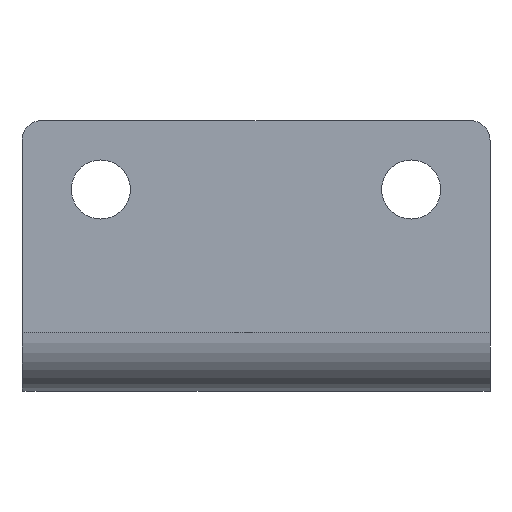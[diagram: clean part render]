
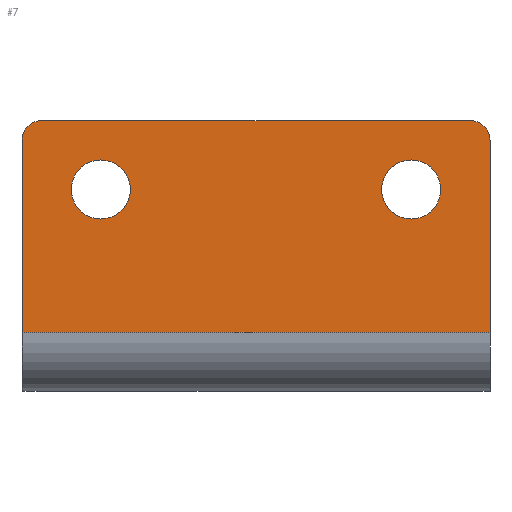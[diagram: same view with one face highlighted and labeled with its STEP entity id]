
A CAD part, front view. The second image highlights one B-rep face of the part: STEP entity #7.
In plain terms, the highlighted planar face has unit normal (0, -1, 0).
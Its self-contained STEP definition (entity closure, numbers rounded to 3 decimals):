
#3 = DIRECTION ( 'NONE',  ( 0., 0., -1. ) ) ;
#5 = DIRECTION ( 'NONE',  ( 0., 1., 0. ) ) ;
#7 = ADVANCED_FACE ( 'NONE', ( #300, #296, #255 ), #465, .T. ) ;
#10 = CARTESIAN_POINT ( 'NONE',  ( -31.5, -6., 35. ) ) ;
#28 = EDGE_LOOP ( 'NONE', ( #302, #304 ) ) ;
#33 = VERTEX_POINT ( 'NONE', #219 ) ;
#58 = CIRCLE ( 'NONE', #624, 6. ) ;
#84 = AXIS2_PLACEMENT_3D ( 'NONE', #493, #702, #699 ) ;
#89 = AXIS2_PLACEMENT_3D ( 'NONE', #790, #781, #751 ) ;
#107 = EDGE_CURVE ( 'NONE', #713, #330, #117, .T. ) ;
#114 = CARTESIAN_POINT ( 'NONE',  ( -47.5, -6., 6. ) ) ;
#117 = CIRCLE ( 'NONE', #495, 4. ) ;
#129 = AXIS2_PLACEMENT_3D ( 'NONE', #729, #726, #716 ) ;
#155 = EDGE_CURVE ( 'NONE', #33, #783, #58, .T. ) ;
#167 = CIRCLE ( 'NONE', #756, 6. ) ;
#169 = CARTESIAN_POINT ( 'NONE',  ( -43.5, -6., 49. ) ) ;
#192 = CARTESIAN_POINT ( 'NONE',  ( 47.5, -6., 45. ) ) ;
#197 = CARTESIAN_POINT ( 'NONE',  ( -47.5, -6., -6. ) ) ;
#198 = VECTOR ( 'NONE', #229, 1000. ) ;
#200 = CARTESIAN_POINT ( 'NONE',  ( 47.5, -6., 6. ) ) ;
#216 = VECTOR ( 'NONE', #323, 1000. ) ;
#219 = CARTESIAN_POINT ( 'NONE',  ( 31.5, -6., 41. ) ) ;
#220 = CARTESIAN_POINT ( 'NONE',  ( 31.5, -6., 29. ) ) ;
#225 = LINE ( 'NONE', #197, #198 ) ;
#229 = DIRECTION ( 'NONE',  ( 0., 0., -1. ) ) ;
#236 = LINE ( 'NONE', #310, #216 ) ;
#255 = FACE_OUTER_BOUND ( 'NONE', #442, .T. ) ;
#279 = ORIENTED_EDGE ( 'NONE', *, *, #517, .T. ) ;
#281 = ORIENTED_EDGE ( 'NONE', *, *, #107, .T. ) ;
#296 = FACE_BOUND ( 'NONE', #785, .T. ) ;
#297 = CARTESIAN_POINT ( 'NONE',  ( -47.5, -6., 45. ) ) ;
#300 = FACE_BOUND ( 'NONE', #28, .T. ) ;
#302 = ORIENTED_EDGE ( 'NONE', *, *, #155, .T. ) ;
#304 = ORIENTED_EDGE ( 'NONE', *, *, #597, .T. ) ;
#305 = CARTESIAN_POINT ( 'NONE',  ( -31.5, -6., 29. ) ) ;
#308 = CARTESIAN_POINT ( 'NONE',  ( -47.5, -6., 6. ) ) ;
#310 = CARTESIAN_POINT ( 'NONE',  ( 47.5, -6., -6. ) ) ;
#323 = DIRECTION ( 'NONE',  ( 0., 0., -1. ) ) ;
#327 = VERTEX_POINT ( 'NONE', #200 ) ;
#330 = VERTEX_POINT ( 'NONE', #297 ) ;
#332 = CIRCLE ( 'NONE', #397, 6. ) ;
#362 = DIRECTION ( 'NONE',  ( 0., 0., -1. ) ) ;
#370 = ORIENTED_EDGE ( 'NONE', *, *, #649, .T. ) ;
#380 = ORIENTED_EDGE ( 'NONE', *, *, #745, .T. ) ;
#382 = ORIENTED_EDGE ( 'NONE', *, *, #679, .F. ) ;
#391 = DIRECTION ( 'NONE',  ( 1., 0., 0. ) ) ;
#397 = AXIS2_PLACEMENT_3D ( 'NONE', #475, #471, #469 ) ;
#404 = CIRCLE ( 'NONE', #129, 6. ) ;
#440 = CARTESIAN_POINT ( 'NONE',  ( -43.5, -6., 45. ) ) ;
#442 = EDGE_LOOP ( 'NONE', ( #382, #443, #486, #281, #621, #279 ) ) ;
#443 = ORIENTED_EDGE ( 'NONE', *, *, #586, .T. ) ;
#453 = DIRECTION ( 'NONE',  ( 0., -1., 0. ) ) ;
#456 = CIRCLE ( 'NONE', #89, 4. ) ;
#465 = PLANE ( 'NONE',  #84 ) ;
#469 = DIRECTION ( 'NONE',  ( 0., 0., -1. ) ) ;
#471 = DIRECTION ( 'NONE',  ( 0., 1., 0. ) ) ;
#472 = VECTOR ( 'NONE', #391, 1000. ) ;
#474 = LINE ( 'NONE', #308, #472 ) ;
#475 = CARTESIAN_POINT ( 'NONE',  ( -31.5, -6., 35. ) ) ;
#481 = EDGE_CURVE ( 'NONE', #713, #846, #533, .T. ) ;
#486 = ORIENTED_EDGE ( 'NONE', *, *, #481, .F. ) ;
#490 = VERTEX_POINT ( 'NONE', #737 ) ;
#493 = CARTESIAN_POINT ( 'NONE',  ( -47.5, -6., -6. ) ) ;
#495 = AXIS2_PLACEMENT_3D ( 'NONE', #440, #453, #362 ) ;
#517 = EDGE_CURVE ( 'NONE', #764, #327, #474, .T. ) ;
#533 = LINE ( 'NONE', #741, #565 ) ;
#565 = VECTOR ( 'NONE', #733, 1000. ) ;
#586 = EDGE_CURVE ( 'NONE', #706, #846, #456, .T. ) ;
#597 = EDGE_CURVE ( 'NONE', #783, #33, #404, .T. ) ;
#621 = ORIENTED_EDGE ( 'NONE', *, *, #701, .T. ) ;
#624 = AXIS2_PLACEMENT_3D ( 'NONE', #719, #632, #678 ) ;
#632 = DIRECTION ( 'NONE',  ( 0., 1., 0. ) ) ;
#649 = EDGE_CURVE ( 'NONE', #490, #694, #332, .T. ) ;
#678 = DIRECTION ( 'NONE',  ( 0., 0., -1. ) ) ;
#679 = EDGE_CURVE ( 'NONE', #706, #327, #236, .T. ) ;
#694 = VERTEX_POINT ( 'NONE', #305 ) ;
#699 = DIRECTION ( 'NONE',  ( 0., 0., -1. ) ) ;
#701 = EDGE_CURVE ( 'NONE', #330, #764, #225, .T. ) ;
#702 = DIRECTION ( 'NONE',  ( 0., -1., 0. ) ) ;
#706 = VERTEX_POINT ( 'NONE', #192 ) ;
#713 = VERTEX_POINT ( 'NONE', #169 ) ;
#716 = DIRECTION ( 'NONE',  ( 0., 0., -1. ) ) ;
#719 = CARTESIAN_POINT ( 'NONE',  ( 31.5, -6., 35. ) ) ;
#726 = DIRECTION ( 'NONE',  ( 0., 1., 0. ) ) ;
#729 = CARTESIAN_POINT ( 'NONE',  ( 31.5, -6., 35. ) ) ;
#733 = DIRECTION ( 'NONE',  ( 1., 0., 0. ) ) ;
#737 = CARTESIAN_POINT ( 'NONE',  ( -31.5, -6., 41. ) ) ;
#741 = CARTESIAN_POINT ( 'NONE',  ( -47.5, -6., 49. ) ) ;
#745 = EDGE_CURVE ( 'NONE', #694, #490, #167, .T. ) ;
#751 = DIRECTION ( 'NONE',  ( 0., 0., -1. ) ) ;
#756 = AXIS2_PLACEMENT_3D ( 'NONE', #10, #5, #3 ) ;
#761 = CARTESIAN_POINT ( 'NONE',  ( 43.5, -6., 49. ) ) ;
#764 = VERTEX_POINT ( 'NONE', #114 ) ;
#781 = DIRECTION ( 'NONE',  ( 0., -1., 0. ) ) ;
#783 = VERTEX_POINT ( 'NONE', #220 ) ;
#785 = EDGE_LOOP ( 'NONE', ( #370, #380 ) ) ;
#790 = CARTESIAN_POINT ( 'NONE',  ( 43.5, -6., 45. ) ) ;
#846 = VERTEX_POINT ( 'NONE', #761 ) ;
